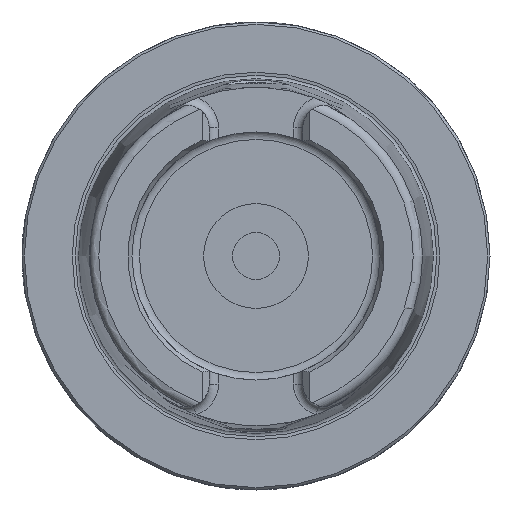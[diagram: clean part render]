
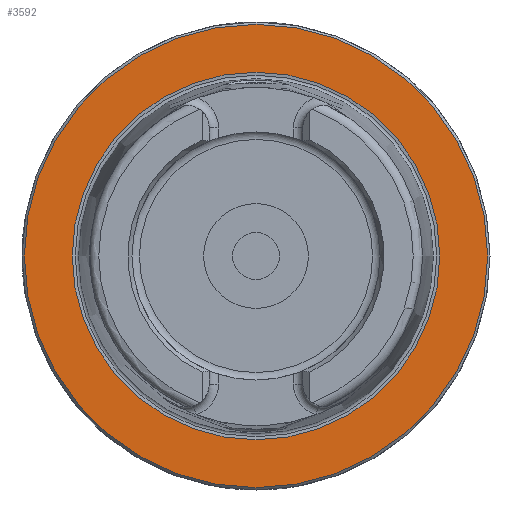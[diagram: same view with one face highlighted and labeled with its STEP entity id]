
A CAD part, left-side view. The second image highlights one B-rep face of the part: STEP entity #3592.
In plain terms, the highlighted planar face has unit normal (-1, 0, 0).
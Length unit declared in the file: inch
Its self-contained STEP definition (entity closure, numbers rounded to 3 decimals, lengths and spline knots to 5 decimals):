
#677=FACE_BOUND('',#1128,.T.);
#726=PLANE('',#4072);
#931=FACE_OUTER_BOUND('',#1127,.T.);
#1127=EDGE_LOOP('',(#3187));
#1128=EDGE_LOOP('',(#3188));
#1700=CIRCLE('',#4071,39.27478);
#1701=CIRCLE('',#4073,49.5);
#2008=VERTEX_POINT('',#6922);
#2009=VERTEX_POINT('',#6926);
#2417=EDGE_CURVE('',#2008,#2008,#1700,.T.);
#2418=EDGE_CURVE('',#2009,#2009,#1701,.T.);
#3187=ORIENTED_EDGE('',*,*,#2418,.F.);
#3188=ORIENTED_EDGE('',*,*,#2417,.T.);
#3592=ADVANCED_FACE('',(#931,#677),#726,.T.);
#4071=AXIS2_PLACEMENT_3D('',#6924,#4914,#4915);
#4072=AXIS2_PLACEMENT_3D('',#6925,#4916,#4917);
#4073=AXIS2_PLACEMENT_3D('',#6927,#4918,#4919);
#4914=DIRECTION('center_axis',(1.,0.,0.));
#4915=DIRECTION('ref_axis',(0.,0.,-1.));
#4916=DIRECTION('center_axis',(-1.,0.,0.));
#4917=DIRECTION('ref_axis',(0.,0.,1.));
#4918=DIRECTION('center_axis',(1.,0.,0.));
#4919=DIRECTION('ref_axis',(0.,0.,-1.));
#6922=CARTESIAN_POINT('',(0.,-39.27478,0.));
#6924=CARTESIAN_POINT('Origin',(0.,0.,0.));
#6925=CARTESIAN_POINT('Origin',(0.,49.5,0.));
#6926=CARTESIAN_POINT('',(0.,-49.5,0.));
#6927=CARTESIAN_POINT('Origin',(0.,0.,0.));
